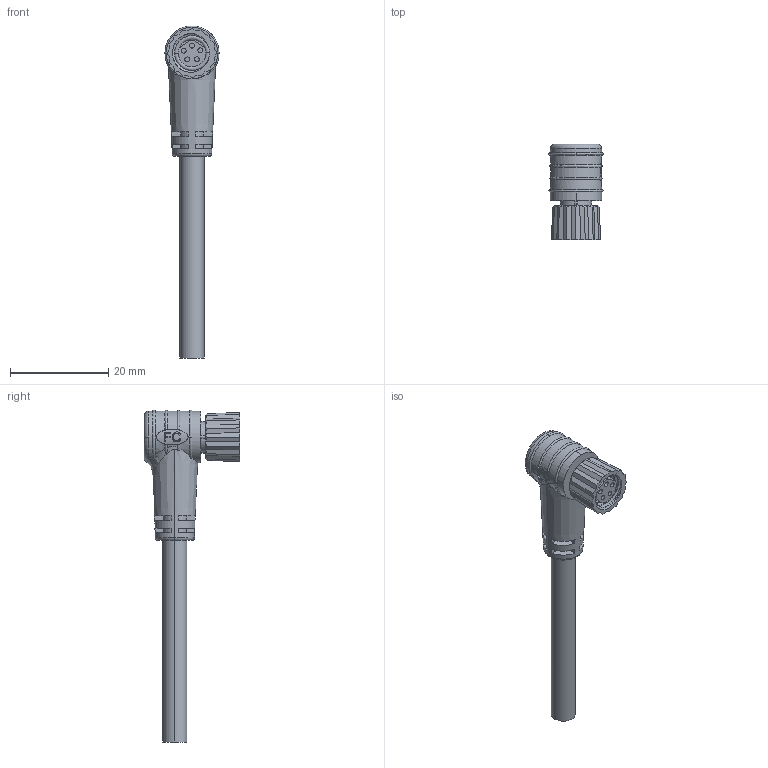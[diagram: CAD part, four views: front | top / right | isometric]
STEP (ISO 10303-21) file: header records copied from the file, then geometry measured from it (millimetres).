
FILE_DESCRIPTION (( 'STEP AP203' ), '1' );
FILE_NAME ('P32.STEP', '2020-04-27T02:29:08', ( 'edpusr' ), ( 'Microsoft' ), 'SwSTEP 2.0', 'SolidWorks 2015', '' );
FILE_SCHEMA (( 'CONFIG_CONTROL_DESIGN' ));
Length unit declared in the file: millimetre
Products named in the file (1): P32
Bounding box: 11 x 19.5 x 67.5 mm (x, y, z)
Volume: 3049.2 mm3; surface area: 2529.2 mm2
Topology: 3 solids, 3 shells, 250 faces, 656 edges, 433 vertices
Faces by surface type: plane 115, cylinder 70, bspline 27, cone 19, torus 19
Entity records: 10578 total; most frequent: CARTESIAN_POINT 4565, ORIENTED_EDGE 1312, DIRECTION 1151, EDGE_CURVE 656, AXIS2_PLACEMENT_3D 438, VERTEX_POINT 433, EDGE_LOOP 275, VECTOR 275
